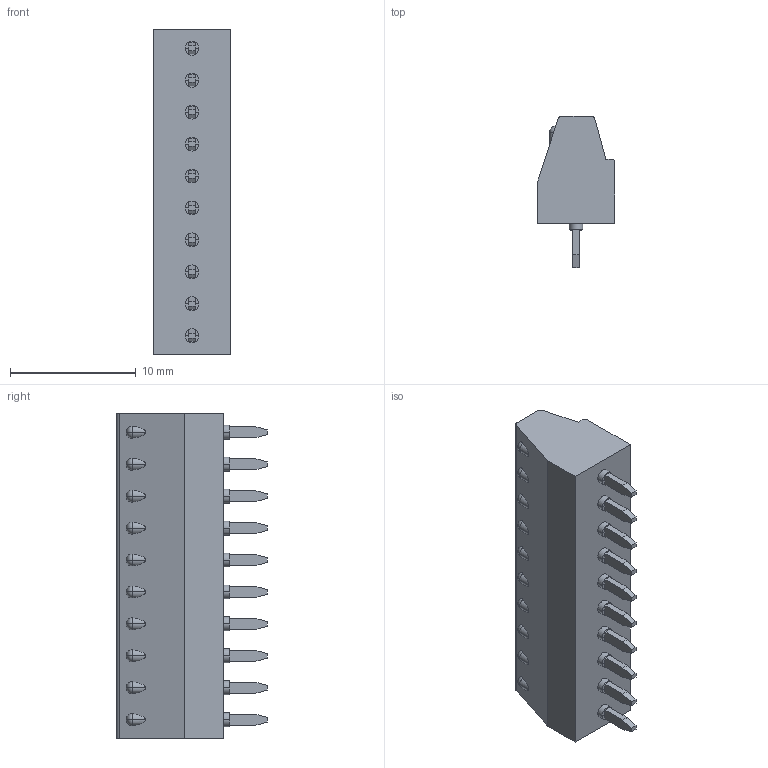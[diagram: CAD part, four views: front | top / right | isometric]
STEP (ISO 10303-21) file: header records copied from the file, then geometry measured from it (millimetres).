
FILE_DESCRIPTION(('SolidDesigner STEP Export'),'1');
FILE_NAME('mpt_0.5-10-2.54.stp','2000-06-14T11:32:59',(''),(''), 'SolidDesigner STEP processor Version: 7.0(Mar 1999)for AP214(CD)(Solid Model)', 'CoCreate SolidDesigner: 07.50 21-Dec-99(C) CoCreate Software GmbH','');
FILE_SCHEMA(('AUTOMOTIVE_DESIGN_CC2 {1 2 10303 214 -1 1 5 1}'));
Length unit declared in the file: millimetre
Products named in the file (2): mpt_0.5-10-2.54
Assembly tree (1 placements, depth 2):
  mpt_0.5-10-2.54
    mpt_0.5-10-2.54
Bounding box: 6.2 x 12 x 25.86 mm (x, y, z)
Volume: 1035.8 mm3; surface area: 1214.4 mm2
Topology: 1 solids, 1 shells, 581 faces, 1405 edges, 860 vertices
Faces by surface type: plane 426, cylinder 135, sphere 20
Entity records: 20377 total; most frequent: CARTESIAN_POINT 3163, ORIENTED_EDGE 2770, DIRECTION 2371, EDGE_CURVE 1385, VECTOR 875, LINE 875, VERTEX_POINT 860, AXIS2_PLACEMENT_3D 748
